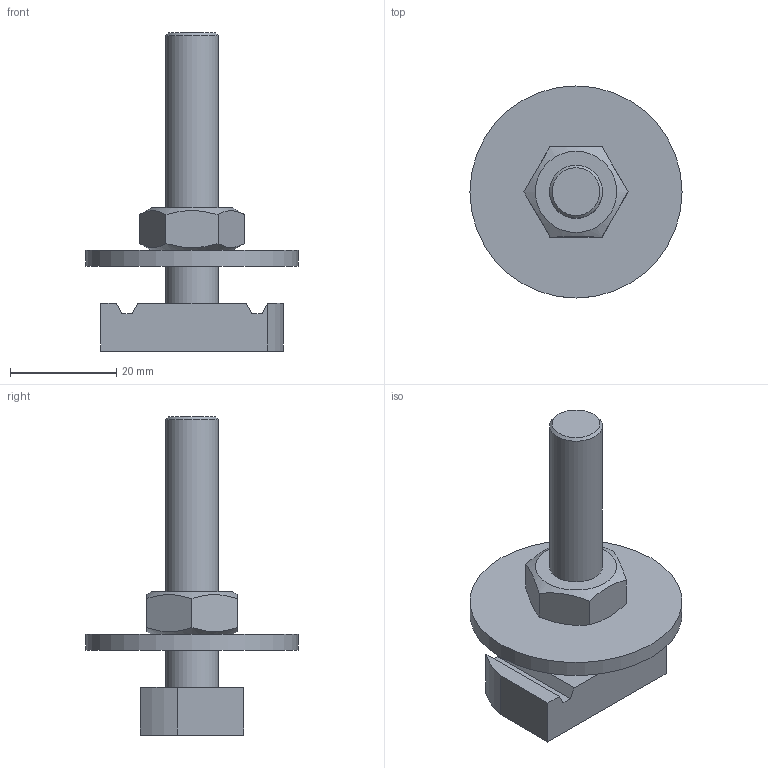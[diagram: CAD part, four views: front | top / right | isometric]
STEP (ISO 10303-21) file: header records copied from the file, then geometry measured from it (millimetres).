
FILE_DESCRIPTION((''),'2;1');
FILE_NAME('151065.stp','2013-03-07T11:05:06',('DMK009'),(''),'Autodesk Inventor 2012','Autodesk Inventor 2012','');
FILE_SCHEMA(('AUTOMOTIVE_DESIGN { 1 0 10303 214 1 1 1 1 }'));
Length unit declared in the file: millimetre
Products named in the file (1): 151065
Bounding box: 40 x 40 x 60 mm (x, y, z)
Volume: 14503 mm3; surface area: 7023.7 mm2
Topology: 1 solids, 1 shells, 34 faces, 76 edges, 49 vertices
Faces by surface type: plane 25, cylinder 6, cone 3
Full cylindrical faces by diameter (mm): 10 x2, 10.5 x1, 40 x1
Entity records: 947 total; most frequent: CARTESIAN_POINT 177, DIRECTION 142, ORIENTED_EDGE 138, EDGE_CURVE 69, AXIS2_PLACEMENT_3D 50, VERTEX_POINT 49, EDGE_LOOP 46, VECTOR 42
